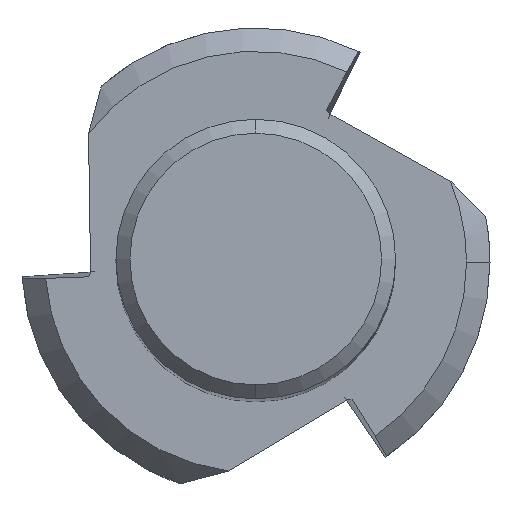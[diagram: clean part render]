
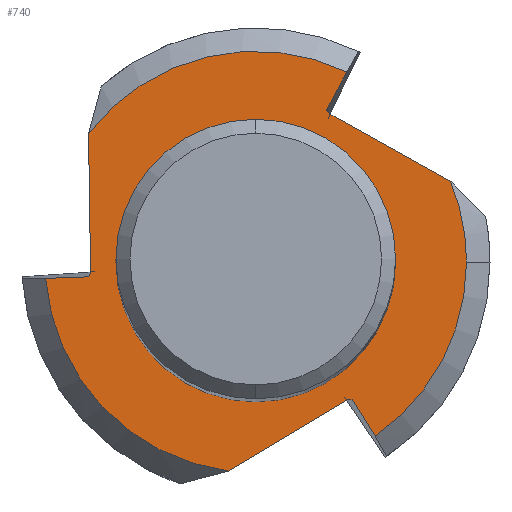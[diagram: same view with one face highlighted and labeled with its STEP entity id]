
A CAD part, top view. The second image highlights one B-rep face of the part: STEP entity #740.
In plain terms, the highlighted planar face has unit normal (0, 0, 1).
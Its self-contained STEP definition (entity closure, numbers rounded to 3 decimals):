
#402=VERTEX_POINT('',#1159);
#408=EDGE_CURVE('',#1110,#1052,#1165,.T.);
#416=EDGE_CURVE('',#1090,#506,#1173,.T.);
#424=EDGE_CURVE('',#898,#782,#1181,.T.);
#506=VERTEX_POINT('',#1270);
#516=VERTEX_POINT('',#1280);
#522=EDGE_CURVE('',#602,#824,#1286,.T.);
#532=VERTEX_POINT('',#1297);
#546=EDGE_CURVE('',#532,#402,#1313,.T.);
#602=VERTEX_POINT('',#1376);
#610=EDGE_CURVE('',#942,#650,#1384,.T.);
#632=EDGE_CURVE('',#692,#516,#1407,.T.);
#650=VERTEX_POINT('',#1425);
#672=EDGE_CURVE('',#506,#1112,#1448,.T.);
#692=VERTEX_POINT('',#1469);
#740=ADVANCED_FACE('',(#1523,#1524),#1525,.T.);
#764=EDGE_CURVE('',#1112,#782,#1552,.T.);
#782=VERTEX_POINT('',#1571);
#824=VERTEX_POINT('',#1613);
#826=EDGE_CURVE('',#516,#650,#1615,.T.);
#832=EDGE_CURVE('',#402,#532,#1622,.T.);
#842=EDGE_CURVE('',#898,#692,#1635,.T.);
#876=EDGE_CURVE('',#942,#602,#1672,.T.);
#898=VERTEX_POINT('',#1697);
#934=EDGE_CURVE('',#1090,#1110,#1740,.T.);
#942=VERTEX_POINT('',#1748);
#1006=EDGE_CURVE('',#824,#1052,#1814,.T.);
#1052=VERTEX_POINT('',#1866);
#1090=VERTEX_POINT('',#1909);
#1110=VERTEX_POINT('',#1931);
#1112=VERTEX_POINT('',#1933);
#1159=CARTESIAN_POINT('',(-1.16,0.0,-48.65));
#1165=CIRCLE('',#2010,6.03);
#1173=LINE('',#2037,#2038);
#1181=CIRCLE('',#2051,6.03);
#1270=CARTESIAN_POINT('',(2.123,4.231,-48.65));
#1280=CARTESIAN_POINT('',(-4.891,-0.428,-48.65));
#1286=ELLIPSE('',#2241,0.168,0.145);
#1297=CARTESIAN_POINT('',(1.16,0.,-48.65));
#1313=CIRCLE('',#2275,1.16);
#1376=CARTESIAN_POINT('',(2.603,-3.954,-48.65));
#1384=CIRCLE('',#2415,6.03);
#1407=ELLIPSE('',#2491,0.168,0.145);
#1425=CARTESIAN_POINT('',(-6.012,-0.467,-48.65));
#1448=ELLIPSE('',#2602,0.168,0.145);
#1469=CARTESIAN_POINT('',(-4.726,-0.277,-48.65));
#1523=FACE_BOUND('',#2696,.T.);
#1524=FACE_OUTER_BOUND('',#2697,.T.);
#1525=PLANE('',#2698);
#1552=LINE('',#2777,#2778);
#1571=CARTESIAN_POINT('',(2.601,5.44,-48.65));
#1613=CARTESIAN_POINT('',(2.816,-4.021,-48.65));
#1615=LINE('',#2986,#2987);
#1622=CIRCLE('',#2997,1.16);
#1635=LINE('',#3011,#3012);
#1672=LINE('',#3132,#3133);
#1697=CARTESIAN_POINT('',(-4.784,3.671,-48.65));
#1740=CIRCLE('',#3306,6.03);
#1748=CARTESIAN_POINT('',(-0.788,-5.978,-48.65));
#1814=LINE('',#3464,#3465);
#1866=CARTESIAN_POINT('',(3.41,-4.973,-48.65));
#1909=CARTESIAN_POINT('',(5.571,2.307,-48.65));
#1931=CARTESIAN_POINT('',(6.03,0.,-48.65));
#1933=CARTESIAN_POINT('',(2.075,4.449,-48.65));
#2010=AXIS2_PLACEMENT_3D('',#3761,#3762,#3763);
#2037=CARTESIAN_POINT('',(12.626,-1.629,-48.65));
#2038=VECTOR('',#3765,1.0);
#2051=AXIS2_PLACEMENT_3D('',#3768,#3769,#3770);
#2241=AXIS2_PLACEMENT_3D('',#3861,#3862,#3863);
#2275=AXIS2_PLACEMENT_3D('',#3903,#3904,#3905);
#2415=AXIS2_PLACEMENT_3D('',#4004,#4005,#4006);
#2491=AXIS2_PLACEMENT_3D('',#4028,#4029,#4030);
#2602=AXIS2_PLACEMENT_3D('',#4052,#4053,#4054);
#2696=EDGE_LOOP('',(#4156,#4157));
#2697=EDGE_LOOP('',(#4158,#4159,#4160,#4161,#4162,#4163,#4164,#4165,#4166,#4167,#4168,#4169,#4170));
#2698=AXIS2_PLACEMENT_3D('',#4171,#4172,#4173);
#2777=CARTESIAN_POINT('',(-0.509,-0.409,-48.65));
#2778=VECTOR('',#4197,1.0);
#2986=CARTESIAN_POINT('',(-2.03,-0.328,-48.65));
#2987=VECTOR('',#4229,1.0);
#2997=AXIS2_PLACEMENT_3D('',#4239,#4240,#4241);
#3011=CARTESIAN_POINT('',(-4.926,13.345,-48.65));
#3012=VECTOR('',#4272,1.0);
#3132=CARTESIAN_POINT('',(-10.396,-11.716,-48.65));
#3133=VECTOR('',#4306,1.0);
#3306=AXIS2_PLACEMENT_3D('',#4411,#4412,#4413);
#3464=CARTESIAN_POINT('',(-0.157,0.737,-48.65));
#3465=VECTOR('',#4462,1.0);
#3761=CARTESIAN_POINT('',(0.0,0.0,-48.65));
#3762=DIRECTION('',(0.0,0.0,-1.0));
#3763=DIRECTION('',(-1.0,0.0,0.0));
#3765=DIRECTION('',(-0.873,0.487,0.0));
#3768=CARTESIAN_POINT('',(0.0,0.0,-48.65));
#3769=DIRECTION('',(0.0,0.0,-1.0));
#3770=DIRECTION('',(-1.0,0.0,0.0));
#3861=CARTESIAN_POINT('',(2.691,-4.096,-48.65));
#3862=DIRECTION('',(0.0,-0.0,-1.0));
#3863=DIRECTION('',(0.58,-0.815,0.0));
#3903=CARTESIAN_POINT('',(0.0,0.0,-48.65));
#3904=DIRECTION('',(0.0,0.0,-1.0));
#3905=DIRECTION('',(-1.0,0.0,0.0));
#4004=CARTESIAN_POINT('',(0.0,0.0,-48.65));
#4005=DIRECTION('',(0.0,0.0,-1.0));
#4006=DIRECTION('',(-1.0,0.0,0.0));
#4028=CARTESIAN_POINT('',(-4.893,-0.283,-48.65));
#4029=DIRECTION('',(-0.0,0.0,-1.0));
#4030=DIRECTION('',(-0.995,-0.095,0.0));
#4052=CARTESIAN_POINT('',(2.201,4.379,-48.65));
#4053=DIRECTION('',(0.0,0.0,-1.0));
#4054=DIRECTION('',(0.415,0.91,0.0));
#4156=ORIENTED_EDGE('',*,*,#832,.T.);
#4157=ORIENTED_EDGE('',*,*,#546,.T.);
#4158=ORIENTED_EDGE('',*,*,#876,.T.);
#4159=ORIENTED_EDGE('',*,*,#522,.T.);
#4160=ORIENTED_EDGE('',*,*,#1006,.T.);
#4161=ORIENTED_EDGE('',*,*,#408,.F.);
#4162=ORIENTED_EDGE('',*,*,#934,.F.);
#4163=ORIENTED_EDGE('',*,*,#416,.T.);
#4164=ORIENTED_EDGE('',*,*,#672,.T.);
#4165=ORIENTED_EDGE('',*,*,#764,.T.);
#4166=ORIENTED_EDGE('',*,*,#424,.F.);
#4167=ORIENTED_EDGE('',*,*,#842,.T.);
#4168=ORIENTED_EDGE('',*,*,#632,.T.);
#4169=ORIENTED_EDGE('',*,*,#826,.T.);
#4170=ORIENTED_EDGE('',*,*,#610,.F.);
#4171=CARTESIAN_POINT('',(-3.595,0.0,-48.65));
#4172=DIRECTION('',(0.0,0.0,1.0));
#4173=DIRECTION('',(1.0,0.0,0.0));
#4197=DIRECTION('',(0.469,0.883,-0.0));
#4229=DIRECTION('',(-0.999,-0.035,0.0));
#4239=CARTESIAN_POINT('',(0.0,0.0,-48.65));
#4240=DIRECTION('',(0.0,0.0,-1.0));
#4241=DIRECTION('',(-1.0,0.0,0.0));
#4272=DIRECTION('',(0.015,-1.,0.0));
#4306=DIRECTION('',(0.859,0.513,-0.0));
#4411=CARTESIAN_POINT('',(0.0,0.0,-48.65));
#4412=DIRECTION('',(0.0,0.0,-1.0));
#4413=DIRECTION('',(-1.0,0.0,0.0));
#4462=DIRECTION('',(0.53,-0.848,0.0));
